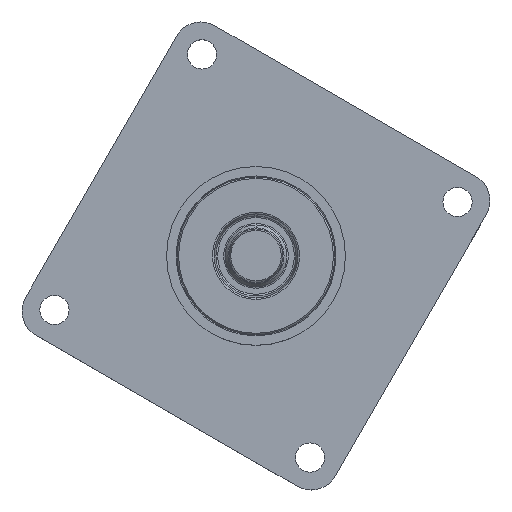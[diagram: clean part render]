
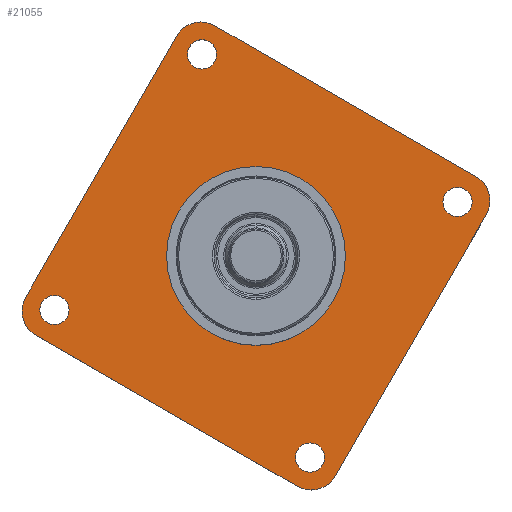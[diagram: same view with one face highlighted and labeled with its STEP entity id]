
A CAD part, top view. The second image highlights one B-rep face of the part: STEP entity #21055.
In plain terms, the highlighted planar face has unit normal (0, 0, 1).
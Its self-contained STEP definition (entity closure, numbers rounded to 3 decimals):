
#3382=DIRECTION('',(0.5,0.866,0.));
#3383=VECTOR('',#3382,53.5);
#3384=CARTESIAN_POINT('',(-40.871,-7.291,22.5));
#3385=LINE('',#3384,#3383);
#3386=CARTESIAN_POINT('',(-9.791,36.541,22.5));
#3387=DIRECTION('',(0.,0.,1.));
#3388=DIRECTION('',(0.5,0.866,0.));
#3389=AXIS2_PLACEMENT_3D('',#3386,#3387,#3388);
#3391=DIRECTION('',(0.866,-0.5,0.));
#3392=VECTOR('',#3391,53.5);
#3393=CARTESIAN_POINT('',(-7.291,40.871,22.5));
#3394=LINE('',#3393,#3392);
#3395=CARTESIAN_POINT('',(36.541,9.791,22.5));
#3396=DIRECTION('',(0.,0.,1.));
#3397=DIRECTION('',(0.866,-0.5,0.));
#3398=AXIS2_PLACEMENT_3D('',#3395,#3396,#3397);
#3400=DIRECTION('',(-0.5,-0.866,0.));
#3401=VECTOR('',#3400,53.5);
#3402=CARTESIAN_POINT('',(40.871,7.291,22.5));
#3403=LINE('',#3402,#3401);
#3404=CARTESIAN_POINT('',(9.791,-36.541,22.5));
#3405=DIRECTION('',(0.,0.,1.));
#3406=DIRECTION('',(-0.5,-0.866,0.));
#3407=AXIS2_PLACEMENT_3D('',#3404,#3405,#3406);
#3409=DIRECTION('',(-0.866,0.5,0.));
#3410=VECTOR('',#3409,53.5);
#3411=CARTESIAN_POINT('',(7.291,-40.871,22.5));
#3412=LINE('',#3411,#3410);
#3413=CARTESIAN_POINT('',(-36.541,-9.791,22.5));
#3414=DIRECTION('',(0.,0.,1.));
#3415=DIRECTION('',(-0.866,0.5,0.));
#3416=AXIS2_PLACEMENT_3D('',#3413,#3414,#3415);
#3418=CARTESIAN_POINT('',(9.59,-35.79,22.5));
#3419=DIRECTION('',(0.,0.,-1.));
#3420=DIRECTION('',(0.,-1.,0.));
#3421=AXIS2_PLACEMENT_3D('',#3418,#3419,#3420);
#3423=CARTESIAN_POINT('',(9.59,-35.79,22.5));
#3424=DIRECTION('',(0.,0.,-1.));
#3425=DIRECTION('',(0.,1.,0.));
#3426=AXIS2_PLACEMENT_3D('',#3423,#3424,#3425);
#3428=CARTESIAN_POINT('',(-35.79,-9.59,22.5));
#3429=DIRECTION('',(0.,0.,-1.));
#3430=DIRECTION('',(0.,-1.,0.));
#3431=AXIS2_PLACEMENT_3D('',#3428,#3429,#3430);
#3433=CARTESIAN_POINT('',(-35.79,-9.59,22.5));
#3434=DIRECTION('',(0.,0.,-1.));
#3435=DIRECTION('',(0.,1.,0.));
#3436=AXIS2_PLACEMENT_3D('',#3433,#3434,#3435);
#3438=CARTESIAN_POINT('',(35.79,9.59,22.5));
#3439=DIRECTION('',(0.,0.,-1.));
#3440=DIRECTION('',(0.,-1.,0.));
#3441=AXIS2_PLACEMENT_3D('',#3438,#3439,#3440);
#3443=CARTESIAN_POINT('',(35.79,9.59,22.5));
#3444=DIRECTION('',(0.,0.,-1.));
#3445=DIRECTION('',(0.,1.,0.));
#3446=AXIS2_PLACEMENT_3D('',#3443,#3444,#3445);
#3448=CARTESIAN_POINT('',(-9.59,35.79,22.5));
#3449=DIRECTION('',(0.,0.,-1.));
#3450=DIRECTION('',(0.,-1.,0.));
#3451=AXIS2_PLACEMENT_3D('',#3448,#3449,#3450);
#3453=CARTESIAN_POINT('',(-9.59,35.79,22.5));
#3454=DIRECTION('',(0.,0.,-1.));
#3455=DIRECTION('',(0.,1.,0.));
#3456=AXIS2_PLACEMENT_3D('',#3453,#3454,#3455);
#3510=CARTESIAN_POINT('',(0.,0.,22.5));
#3511=DIRECTION('',(0.,0.,1.));
#3512=DIRECTION('',(0.,1.,0.));
#3513=AXIS2_PLACEMENT_3D('',#3510,#3511,#3512);
#3529=CARTESIAN_POINT('',(0.,0.,22.5));
#3530=DIRECTION('',(0.,0.,-1.));
#3531=DIRECTION('',(0.,1.,0.));
#3532=AXIS2_PLACEMENT_3D('',#3529,#3530,#3531);
#16790=CARTESIAN_POINT('',(-40.871,-7.291,22.5));
#16792=VERTEX_POINT('',#16790);
#16794=CARTESIAN_POINT('',(-14.121,39.041,22.5));
#16796=VERTEX_POINT('',#16794);
#16798=CARTESIAN_POINT('',(-7.291,40.871,22.5));
#16800=VERTEX_POINT('',#16798);
#16802=CARTESIAN_POINT('',(39.041,14.121,22.5));
#16804=VERTEX_POINT('',#16802);
#16806=CARTESIAN_POINT('',(40.871,7.291,22.5));
#16808=VERTEX_POINT('',#16806);
#16810=CARTESIAN_POINT('',(14.121,-39.041,22.5));
#16812=VERTEX_POINT('',#16810);
#16814=CARTESIAN_POINT('',(7.291,-40.871,22.5));
#16816=VERTEX_POINT('',#16814);
#16818=CARTESIAN_POINT('',(-39.041,-14.121,22.5));
#16820=VERTEX_POINT('',#16818);
#16822=CARTESIAN_POINT('',(0.,15.875,22.5));
#16823=CARTESIAN_POINT('',(0.,-15.875,22.5));
#16824=VERTEX_POINT('',#16822);
#16825=VERTEX_POINT('',#16823);
#16830=CARTESIAN_POINT('',(-9.59,33.19,22.5));
#16831=CARTESIAN_POINT('',(-9.59,38.39,22.5));
#16832=VERTEX_POINT('',#16830);
#16833=VERTEX_POINT('',#16831);
#16838=CARTESIAN_POINT('',(35.79,6.99,22.5));
#16839=CARTESIAN_POINT('',(35.79,12.19,22.5));
#16840=VERTEX_POINT('',#16838);
#16841=VERTEX_POINT('',#16839);
#16846=CARTESIAN_POINT('',(-35.79,-12.19,22.5));
#16847=CARTESIAN_POINT('',(-35.79,-6.99,22.5));
#16848=VERTEX_POINT('',#16846);
#16849=VERTEX_POINT('',#16847);
#16854=CARTESIAN_POINT('',(9.59,-38.39,22.5));
#16855=CARTESIAN_POINT('',(9.59,-33.19,22.5));
#16856=VERTEX_POINT('',#16854);
#16857=VERTEX_POINT('',#16855);
#21004=CARTESIAN_POINT('',(0.,0.,22.5));
#21005=DIRECTION('',(0.,0.,-1.));
#21006=DIRECTION('',(0.,1.,0.));
#21007=AXIS2_PLACEMENT_3D('',#21004,#21005,#21006);
#21008=PLANE('',#21007);
#21009=ORIENTED_EDGE('',*,*,#20985,.T.);
#21011=ORIENTED_EDGE('',*,*,#21010,.F.);
#21013=ORIENTED_EDGE('',*,*,#21012,.T.);
#21015=ORIENTED_EDGE('',*,*,#21014,.F.);
#21017=ORIENTED_EDGE('',*,*,#21016,.T.);
#21019=ORIENTED_EDGE('',*,*,#21018,.F.);
#21021=ORIENTED_EDGE('',*,*,#21020,.T.);
#21022=ORIENTED_EDGE('',*,*,#20996,.F.);
#21023=EDGE_LOOP('',(#21009,#21011,#21013,#21015,#21017,#21019,#21021,#21022));
#21024=FACE_OUTER_BOUND('',#21023,.F.);
#21026=ORIENTED_EDGE('',*,*,#21025,.F.);
#21028=ORIENTED_EDGE('',*,*,#21027,.F.);
#21029=EDGE_LOOP('',(#21026,#21028));
#21030=FACE_BOUND('',#21029,.F.);
#21032=ORIENTED_EDGE('',*,*,#21031,.F.);
#21034=ORIENTED_EDGE('',*,*,#21033,.F.);
#21035=EDGE_LOOP('',(#21032,#21034));
#21036=FACE_BOUND('',#21035,.F.);
#21038=ORIENTED_EDGE('',*,*,#21037,.F.);
#21040=ORIENTED_EDGE('',*,*,#21039,.F.);
#21041=EDGE_LOOP('',(#21038,#21040));
#21042=FACE_BOUND('',#21041,.F.);
#21044=ORIENTED_EDGE('',*,*,#21043,.T.);
#21046=ORIENTED_EDGE('',*,*,#21045,.F.);
#21047=EDGE_LOOP('',(#21044,#21046));
#21048=FACE_BOUND('',#21047,.F.);
#21050=ORIENTED_EDGE('',*,*,#21049,.F.);
#21052=ORIENTED_EDGE('',*,*,#21051,.F.);
#21053=EDGE_LOOP('',(#21050,#21052));
#21054=FACE_BOUND('',#21053,.F.);
#3390=CIRCLE('',#3389,5.);
#3399=CIRCLE('',#3398,5.);
#3408=CIRCLE('',#3407,5.);
#3417=CIRCLE('',#3416,5.);
#3422=CIRCLE('',#3421,2.6);
#3427=CIRCLE('',#3426,2.6);
#3432=CIRCLE('',#3431,2.6);
#3437=CIRCLE('',#3436,2.6);
#3442=CIRCLE('',#3441,2.6);
#3447=CIRCLE('',#3446,2.6);
#3452=CIRCLE('',#3451,2.6);
#3457=CIRCLE('',#3456,2.6);
#3514=CIRCLE('',#3513,15.875);
#3533=CIRCLE('',#3532,15.875);
#20985=EDGE_CURVE('',#16792,#16796,#3385,.T.);
#20996=EDGE_CURVE('',#16792,#16820,#3417,.T.);
#21010=EDGE_CURVE('',#16800,#16796,#3390,.T.);
#21012=EDGE_CURVE('',#16800,#16804,#3394,.T.);
#21014=EDGE_CURVE('',#16808,#16804,#3399,.T.);
#21016=EDGE_CURVE('',#16808,#16812,#3403,.T.);
#21018=EDGE_CURVE('',#16816,#16812,#3408,.T.);
#21020=EDGE_CURVE('',#16816,#16820,#3412,.T.);
#21025=EDGE_CURVE('',#16856,#16857,#3422,.T.);
#21027=EDGE_CURVE('',#16857,#16856,#3427,.T.);
#21031=EDGE_CURVE('',#16848,#16849,#3432,.T.);
#21033=EDGE_CURVE('',#16849,#16848,#3437,.T.);
#21037=EDGE_CURVE('',#16840,#16841,#3442,.T.);
#21039=EDGE_CURVE('',#16841,#16840,#3447,.T.);
#21043=EDGE_CURVE('',#16824,#16825,#3514,.T.);
#21045=EDGE_CURVE('',#16824,#16825,#3533,.T.);
#21049=EDGE_CURVE('',#16832,#16833,#3452,.T.);
#21051=EDGE_CURVE('',#16833,#16832,#3457,.T.);
#21055=ADVANCED_FACE('',(#21024,#21030,#21036,#21042,#21048,#21054),#21008,.F.);
